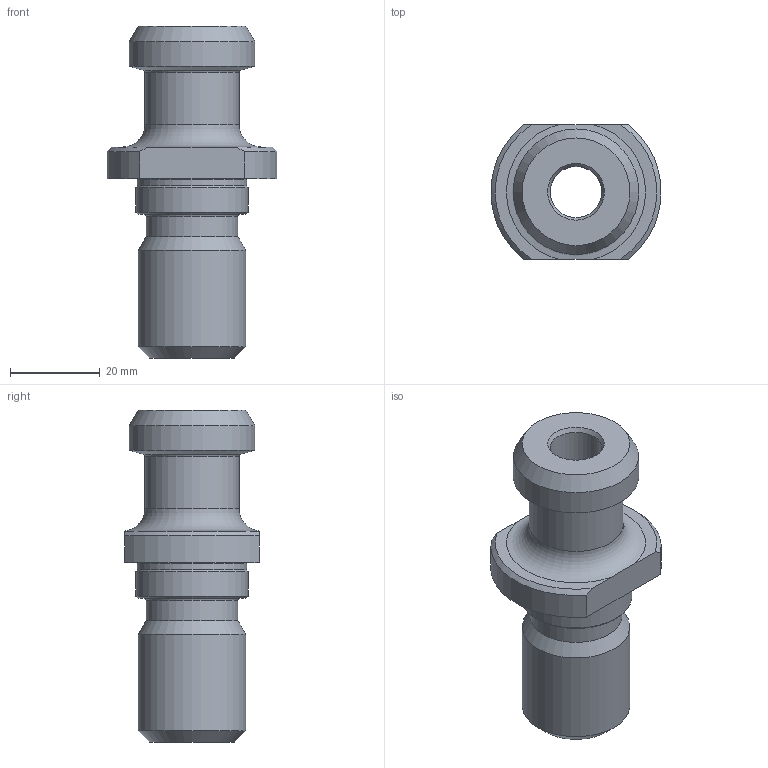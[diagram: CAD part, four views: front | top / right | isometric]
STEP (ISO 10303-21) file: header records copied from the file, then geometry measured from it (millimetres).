
FILE_DESCRIPTION(/* description */ (''),/* implementation_level */ '2;1');
FILE_NAME(/* name */ '1498462793818.stp',/* time_stamp */ '2017-06-26T09:39:58+02:00',/* author */ (''),/* organization */ ('SMS'),/* preprocessor_version */ 'ST-DEVELOPER v15',/* originating_system */ 'SIEMENS PLM Software NX 8.5',/* authorisation */ '');
FILE_SCHEMA (('AUTOMOTIVE_DESIGN { 1 0 10303 214 3 1 1 1 }'));
Length unit declared in the file: millimetre
Products named in the file (1): 201120225MOD000_00
Bounding box: 37.87 x 30 x 74 mm (x, y, z)
Volume: 28631.2 mm3; surface area: 10403.6 mm2
Topology: 1 solids, 1 shells, 33 faces, 72 edges, 44 vertices
Faces by surface type: cone 11, plane 9, cylinder 9, torus 4
Full cylindrical faces by diameter (mm): 11.5 x1, 20.5 x1, 21 x1, 24 x1, 24.5 x1, 25 x1, 28 x1
Entity records: 834 total; most frequent: CARTESIAN_POINT 149, DIRECTION 148, ORIENTED_EDGE 96, AXIS2_PLACEMENT_3D 69, EDGE_LOOP 58, FACE_BOUND 50, EDGE_CURVE 48, VERTEX_POINT 40
